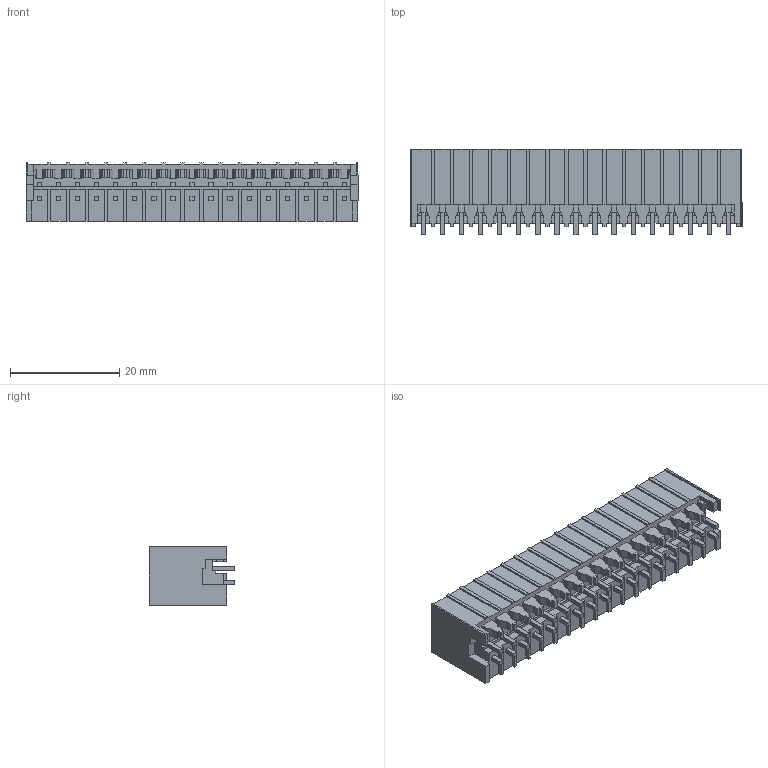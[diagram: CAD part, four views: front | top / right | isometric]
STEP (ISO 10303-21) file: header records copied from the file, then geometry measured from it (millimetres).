
FILE_DESCRIPTION(('CATIA V5 STEP','CAx-IF Rec.Pracs.--- Model Styling and Organization---1.2---2011-12-15'),'2;1');
FILE_NAME ('D1448521_0_1097360000_1097360000.stp','2017-04-14T07:28:20+00:00',('none'),('Weidmueller'),'CATIA Version 5-6 Release 2014','CATIA V5 STEP AP214','none');
FILE_SCHEMA(('AUTOMOTIVE_DESIGN { 1 0 10303 214 1 1 1 1 }'));
Length unit declared in the file: millimetre
Products named in the file (1): 1097360000
Bounding box: 60.9 x 15.7 x 10.8 mm (x, y, z)
Volume: 4744.4 mm3; surface area: 8238 mm2
Topology: 35 solids, 35 shells, 1157 faces, 3470 edges, 2416 vertices
Faces by surface type: plane 1140, cylinder 17
Entity records: 35903 total; most frequent: ORIENTED_EDGE 6940, CARTESIAN_POINT 6481, DIRECTION 4658, EDGE_CURVE 3470, VECTOR 3436, LINE 3436, VERTEX_POINT 2416, EDGE_LOOP 1258
